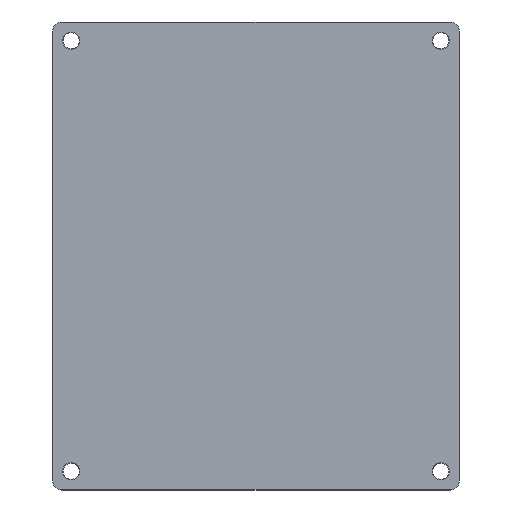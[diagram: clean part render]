
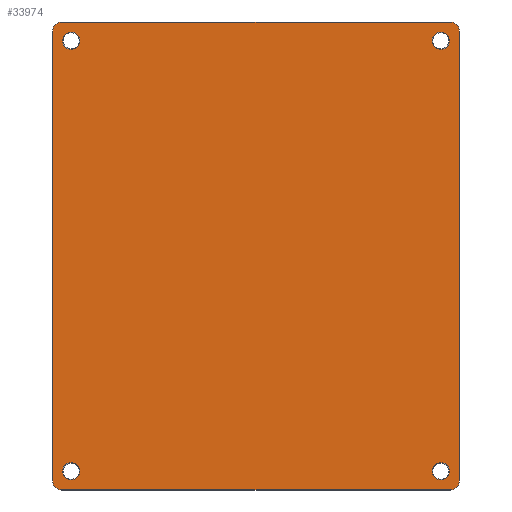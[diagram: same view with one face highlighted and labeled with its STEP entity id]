
A CAD part, top view. The second image highlights one B-rep face of the part: STEP entity #33974.
In plain terms, the highlighted planar face has unit normal (0, 0, 1).
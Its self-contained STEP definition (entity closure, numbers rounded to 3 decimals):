
#28129=CARTESIAN_POINT('',(82.5,89.75,11.198));
#28130=DIRECTION('',(0.,0.,1.));
#28131=DIRECTION('',(1.,0.,0.));
#28132=AXIS2_PLACEMENT_3D('',#28129,#28130,#28131);
#28137=DIRECTION('',(0.,1.,0.));
#28138=VECTOR('',#28137,96.);
#28139=CARTESIAN_POINT('',(84.5,-6.25,11.198));
#28140=LINE('',#28139,#28138);
#28144=CARTESIAN_POINT('',(82.5,-6.25,11.198));
#28145=DIRECTION('',(0.,0.,1.));
#28146=DIRECTION('',(0.,-1.,0.));
#28147=AXIS2_PLACEMENT_3D('',#28144,#28145,#28146);
#28152=DIRECTION('',(1.,0.,0.));
#28153=VECTOR('',#28152,83.);
#28154=CARTESIAN_POINT('',(-0.5,-8.25,11.198));
#28155=LINE('',#28154,#28153);
#28159=CARTESIAN_POINT('',(-0.5,-6.25,11.198));
#28160=DIRECTION('',(0.,0.,1.));
#28161=DIRECTION('',(-1.,0.,0.));
#28162=AXIS2_PLACEMENT_3D('',#28159,#28160,#28161);
#28167=DIRECTION('',(0.,-1.,0.));
#28168=VECTOR('',#28167,96.);
#28169=CARTESIAN_POINT('',(-2.5,89.75,11.198));
#28170=LINE('',#28169,#28168);
#28174=CARTESIAN_POINT('',(-0.5,89.75,11.198));
#28175=DIRECTION('',(0.,0.,1.));
#28176=DIRECTION('',(0.,1.,0.));
#28177=AXIS2_PLACEMENT_3D('',#28174,#28175,#28176);
#28182=DIRECTION('',(-1.,0.,0.));
#28183=VECTOR('',#28182,83.);
#28184=CARTESIAN_POINT('',(82.5,91.75,11.198));
#28185=LINE('',#28184,#28183);
#28189=CARTESIAN_POINT('',(1.5,87.75,11.198));
#28190=DIRECTION('',(0.,0.,1.));
#28191=DIRECTION('',(1.,0.,0.));
#28192=AXIS2_PLACEMENT_3D('',#28189,#28190,#28191);
#28197=CARTESIAN_POINT('',(1.5,87.75,11.198));
#28198=DIRECTION('',(0.,0.,1.));
#28199=DIRECTION('',(-1.,0.,0.));
#28200=AXIS2_PLACEMENT_3D('',#28197,#28198,#28199);
#28205=CARTESIAN_POINT('',(80.5,87.75,11.198));
#28206=DIRECTION('',(0.,0.,1.));
#28207=DIRECTION('',(1.,0.,0.));
#28208=AXIS2_PLACEMENT_3D('',#28205,#28206,#28207);
#28213=CARTESIAN_POINT('',(80.5,87.75,11.198));
#28214=DIRECTION('',(0.,0.,1.));
#28215=DIRECTION('',(-1.,0.,0.));
#28216=AXIS2_PLACEMENT_3D('',#28213,#28214,#28215);
#28221=CARTESIAN_POINT('',(1.5,-4.25,11.198));
#28222=DIRECTION('',(0.,0.,1.));
#28223=DIRECTION('',(1.,0.,0.));
#28224=AXIS2_PLACEMENT_3D('',#28221,#28222,#28223);
#28229=CARTESIAN_POINT('',(1.5,-4.25,11.198));
#28230=DIRECTION('',(0.,0.,1.));
#28231=DIRECTION('',(-1.,0.,0.));
#28232=AXIS2_PLACEMENT_3D('',#28229,#28230,#28231);
#28237=CARTESIAN_POINT('',(80.5,-4.25,11.198));
#28238=DIRECTION('',(0.,0.,1.));
#28239=DIRECTION('',(1.,0.,0.));
#28240=AXIS2_PLACEMENT_3D('',#28237,#28238,#28239);
#28245=CARTESIAN_POINT('',(80.5,-4.25,11.198));
#28246=DIRECTION('',(0.,0.,1.));
#28247=DIRECTION('',(-1.,0.,0.));
#28248=AXIS2_PLACEMENT_3D('',#28245,#28246,#28247);
#32675=CARTESIAN_POINT('',(84.5,89.75,11.198));
#32676=CARTESIAN_POINT('',(82.5,91.75,11.198));
#32677=VERTEX_POINT('',#32675);
#32678=VERTEX_POINT('',#32676);
#32679=CARTESIAN_POINT('',(-0.5,91.75,11.198));
#32680=VERTEX_POINT('',#32679);
#32681=CARTESIAN_POINT('',(-2.5,89.75,11.198));
#32682=VERTEX_POINT('',#32681);
#32683=CARTESIAN_POINT('',(-2.5,-6.25,11.198));
#32684=VERTEX_POINT('',#32683);
#32685=CARTESIAN_POINT('',(-0.5,-8.25,11.198));
#32686=VERTEX_POINT('',#32685);
#32687=CARTESIAN_POINT('',(82.5,-8.25,11.198));
#32688=VERTEX_POINT('',#32687);
#32689=CARTESIAN_POINT('',(84.5,-6.25,11.198));
#32690=VERTEX_POINT('',#32689);
#32691=CARTESIAN_POINT('',(3.35,87.75,11.198));
#32692=CARTESIAN_POINT('',(-0.35,87.75,11.198));
#32693=VERTEX_POINT('',#32691);
#32694=VERTEX_POINT('',#32692);
#32695=CARTESIAN_POINT('',(82.35,87.75,11.198));
#32696=CARTESIAN_POINT('',(78.65,87.75,11.198));
#32697=VERTEX_POINT('',#32695);
#32698=VERTEX_POINT('',#32696);
#32699=CARTESIAN_POINT('',(3.35,-4.25,11.198));
#32700=CARTESIAN_POINT('',(-0.35,-4.25,11.198));
#32701=VERTEX_POINT('',#32699);
#32702=VERTEX_POINT('',#32700);
#32703=CARTESIAN_POINT('',(82.35,-4.25,11.198));
#32704=CARTESIAN_POINT('',(78.65,-4.25,11.198));
#32705=VERTEX_POINT('',#32703);
#32706=VERTEX_POINT('',#32704);
#33935=CARTESIAN_POINT('',(0.,0.,11.198));
#33936=DIRECTION('',(0.,0.,1.));
#33937=DIRECTION('',(1.,0.,0.));
#33938=AXIS2_PLACEMENT_3D('',#33935,#33936,#33937);
#33939=PLANE('',#33938);
#33940=ORIENTED_EDGE('',*,*,#33597,.F.);
#33941=ORIENTED_EDGE('',*,*,#33612,.F.);
#33942=ORIENTED_EDGE('',*,*,#33626,.F.);
#33943=ORIENTED_EDGE('',*,*,#33640,.F.);
#33944=ORIENTED_EDGE('',*,*,#33888,.F.);
#33945=ORIENTED_EDGE('',*,*,#33902,.F.);
#33946=ORIENTED_EDGE('',*,*,#33916,.F.);
#33947=ORIENTED_EDGE('',*,*,#33929,.F.);
#33948=EDGE_LOOP('',(#33940,#33941,#33942,#33943,#33944,#33945,#33946,#33947));
#33949=FACE_OUTER_BOUND('',#33948,.F.);
#33951=ORIENTED_EDGE('',*,*,#33950,.T.);
#33953=ORIENTED_EDGE('',*,*,#33952,.T.);
#33954=EDGE_LOOP('',(#33951,#33953));
#33955=FACE_BOUND('',#33954,.F.);
#33957=ORIENTED_EDGE('',*,*,#33956,.T.);
#33959=ORIENTED_EDGE('',*,*,#33958,.T.);
#33960=EDGE_LOOP('',(#33957,#33959));
#33961=FACE_BOUND('',#33960,.F.);
#33963=ORIENTED_EDGE('',*,*,#33962,.T.);
#33965=ORIENTED_EDGE('',*,*,#33964,.T.);
#33966=EDGE_LOOP('',(#33963,#33965));
#33967=FACE_BOUND('',#33966,.F.);
#33969=ORIENTED_EDGE('',*,*,#33968,.T.);
#33971=ORIENTED_EDGE('',*,*,#33970,.T.);
#33972=EDGE_LOOP('',(#33969,#33971));
#33973=FACE_BOUND('',#33972,.F.);
#33974=ADVANCED_FACE('',(#33949,#33955,#33961,#33967,#33973),#33939,.T.);
#28133=CIRCLE('',#28132,2.);
#28148=CIRCLE('',#28147,2.);
#28163=CIRCLE('',#28162,2.);
#28178=CIRCLE('',#28177,2.);
#28193=CIRCLE('',#28192,1.85);
#28201=CIRCLE('',#28200,1.85);
#28209=CIRCLE('',#28208,1.85);
#28217=CIRCLE('',#28216,1.85);
#28225=CIRCLE('',#28224,1.85);
#28233=CIRCLE('',#28232,1.85);
#28241=CIRCLE('',#28240,1.85);
#28249=CIRCLE('',#28248,1.85);
#33597=EDGE_CURVE('',#32677,#32678,#28133,.T.);
#33612=EDGE_CURVE('',#32690,#32677,#28140,.T.);
#33626=EDGE_CURVE('',#32688,#32690,#28148,.T.);
#33640=EDGE_CURVE('',#32686,#32688,#28155,.T.);
#33888=EDGE_CURVE('',#32684,#32686,#28163,.T.);
#33902=EDGE_CURVE('',#32682,#32684,#28170,.T.);
#33916=EDGE_CURVE('',#32680,#32682,#28178,.T.);
#33929=EDGE_CURVE('',#32678,#32680,#28185,.T.);
#33950=EDGE_CURVE('',#32693,#32694,#28193,.T.);
#33952=EDGE_CURVE('',#32694,#32693,#28201,.T.);
#33956=EDGE_CURVE('',#32697,#32698,#28209,.T.);
#33958=EDGE_CURVE('',#32698,#32697,#28217,.T.);
#33962=EDGE_CURVE('',#32701,#32702,#28225,.T.);
#33964=EDGE_CURVE('',#32702,#32701,#28233,.T.);
#33968=EDGE_CURVE('',#32705,#32706,#28241,.T.);
#33970=EDGE_CURVE('',#32706,#32705,#28249,.T.);
